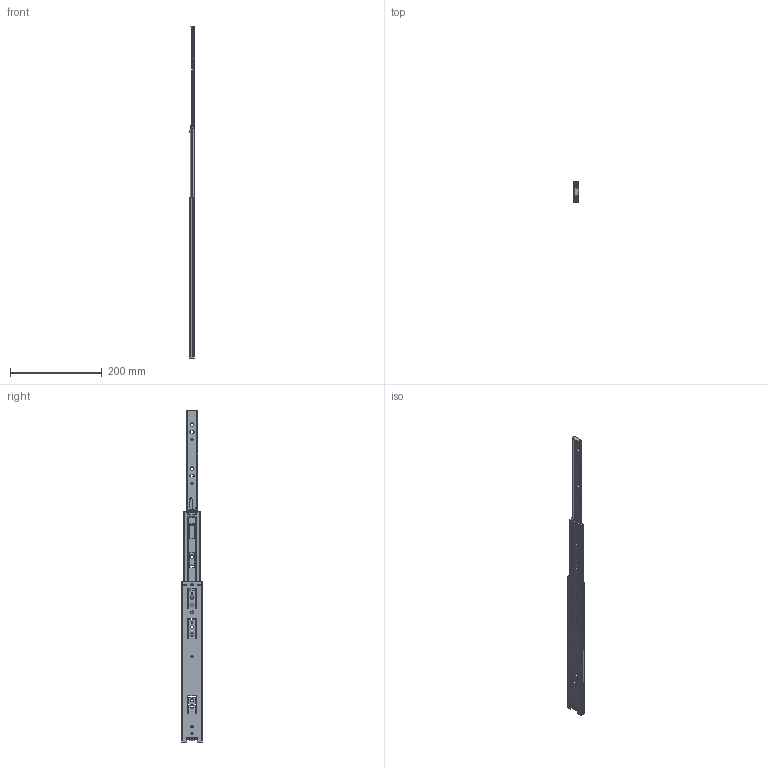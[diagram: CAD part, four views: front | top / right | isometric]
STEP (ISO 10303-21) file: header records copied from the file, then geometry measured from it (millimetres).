
FILE_DESCRIPTION (( 'STEP AP214' ), '1' );
FILE_NAME ('FR_5046_OE.0350mm_14inch_open.STEP', '2022-10-31T11:51:15', ( '' ), ( '' ), 'SwSTEP 2.0', 'SolidWorks 2020', '' );
FILE_SCHEMA (( 'AUTOMOTIVE_DESIGN' ));
Length unit declared in the file: millimetre
Products named in the file (11): Anschlag hinten; 5046.XXX-03.C000A_NL  350; 5046.XXX-02.C000A_NL  350; Niete; AHS; Anschlag Mittelprofiel; 5046.XXX-01.C000A_NL  350; FR_5046_OE.0350mm_14inch_open
Assembly tree (10 placements, depth 3):
  FR_5046_OE.0350mm_14inch_open
    5046.XXX-01.C000A_NL  350
      5046.XXX-01.C000A_NL  350
      Anschlag hinten
    5046.XXX-02.C000A_NL  350
      5046.XXX-02.C000A_NL  350
      Anschlag Mittelprofiel
    5046.XXX-03.C000A_NL  350
      5046.XXX-03.C000A_NL  350
      AHS
      Niete
Bounding box: 12.7 x 45.46 x 725 mm (x, y, z)
Volume: 67168.7 mm3; surface area: 111485.6 mm2
Topology: 7 solids, 7 shells, 661 faces, 1666 edges, 1014 vertices
Faces by surface type: plane 347, cylinder 250, torus 33, bspline 22, cone 6, sphere 3
Entity records: 20706 total; most frequent: CARTESIAN_POINT 4180, DIRECTION 3472, ORIENTED_EDGE 3326, EDGE_CURVE 1663, AXIS2_PLACEMENT_3D 1228, VECTOR 1016, LINE 1016, VERTEX_POINT 1014
